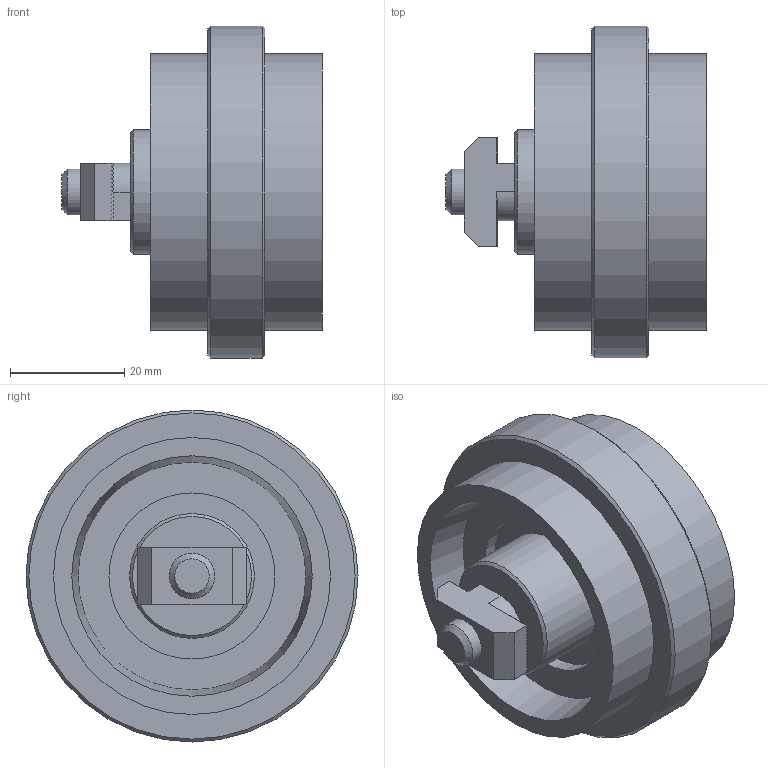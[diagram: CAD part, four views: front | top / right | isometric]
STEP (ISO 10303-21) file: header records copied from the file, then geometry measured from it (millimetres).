
FILE_DESCRIPTION(/* description */ ('STEP AP214'),/* implementation_level */ '2;1');
FILE_NAME(/* name */ '093026',/* time_stamp */ '2023-02-20T11:38:49+01:00',/* author */ ('License CC BY-ND 4.0'),/* organization */ ('CADENAS'),/* preprocessor_version */ 'ST-DEVELOPER v18.102',/* originating_system */ 'PARTsolutions',/* authorisation */ ' ');
FILE_SCHEMA (('AUTOMOTIVE_DESIGN {1 0 10303 214 3 1 1}'));
Length unit declared in the file: millimetre
Products named in the file (10): 093026; 093026_hammer_nut; 093026_washer_second; 093026_screw; 093026_washer; 093026_cover; 093026_outer_ring; 093026_ball; 093026_inner_ring; 093026_body
Assembly tree (17 placements, depth 2):
  093026
    093026_hammer_nut
    093026_washer_second
    093026_screw
    093026_washer
    093026_cover  x2
    093026_outer_ring
    093026_ball  x8
    093026_inner_ring
    093026_body
Bounding box: 45.5 x 58 x 58 mm (x, y, z)
Volume: 47344.2 mm3; surface area: 24925.8 mm2
Topology: 17 solids, 17 shells, 192 faces, 465 edges, 299 vertices
Faces by surface type: plane 126, cone 28, cylinder 26, sphere 8, torus 4
Full cylindrical faces by diameter (mm): 6.647 x1, 8 x1, 8.1 x1, 8.7 x1, 13 x1, 15 x2, 20 x4, 20.5 x1, 21.8 x1, 29 x1, 30 x4, 34.8 x1, 35 x2, 48.4 x2, 58 x1
Entity records: 5271 total; most frequent: DIRECTION 892, CARTESIAN_POINT 854, ORIENTED_EDGE 758, EDGE_CURVE 379, AXIS2_PLACEMENT_3D 316, VERTEX_POINT 278, LINE 260, VECTOR 260
